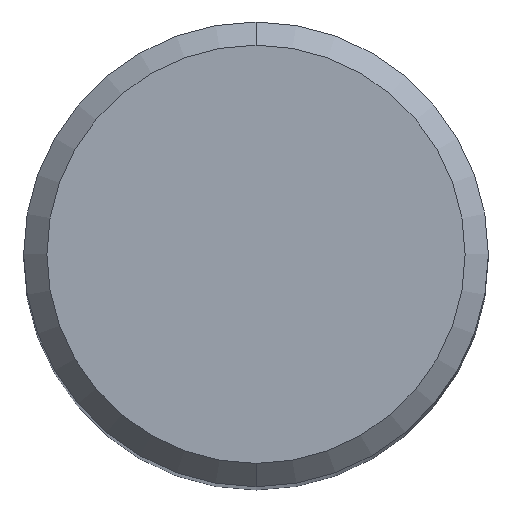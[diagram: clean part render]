
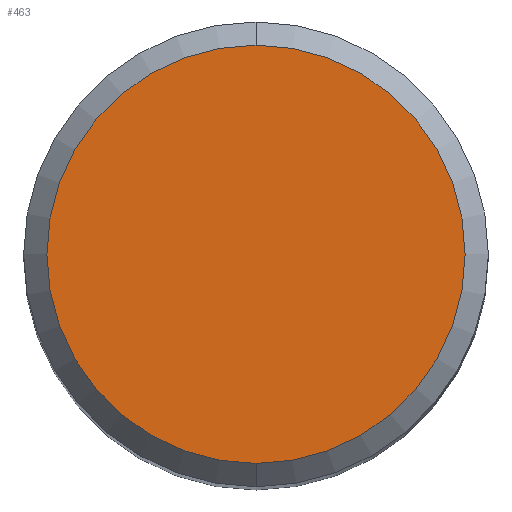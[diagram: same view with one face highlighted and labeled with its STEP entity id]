
A CAD part, top view. The second image highlights one B-rep face of the part: STEP entity #463.
In plain terms, the highlighted planar face has unit normal (0, 0, 1).
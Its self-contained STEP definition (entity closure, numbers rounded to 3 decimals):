
#267=VERTEX_POINT('',#581);
#297=EDGE_CURVE('',#267,#323,#617,.T.);
#323=VERTEX_POINT('',#648);
#409=EDGE_CURVE('',#323,#267,#740,.T.);
#463=ADVANCED_FACE('',(#799),#800,.T.);
#581=CARTESIAN_POINT('',(0.,-5.4,0.0));
#617=CIRCLE('',#1081,5.4);
#648=CARTESIAN_POINT('',(0.0,5.4,0.0));
#740=CIRCLE('',#1354,5.4);
#799=FACE_OUTER_BOUND('',#1506,.T.);
#800=PLANE('',#1507);
#1081=AXIS2_PLACEMENT_3D('',#1659,#1660,#1661);
#1354=AXIS2_PLACEMENT_3D('',#1801,#1802,#1803);
#1506=EDGE_LOOP('',(#1864,#1865));
#1507=AXIS2_PLACEMENT_3D('',#1866,#1867,#1868);
#1659=CARTESIAN_POINT('',(0.0,0.0,0.0));
#1660=DIRECTION('',(0.0,0.0,-1.0));
#1661=DIRECTION('',(0.0,1.0,0.0));
#1801=CARTESIAN_POINT('',(0.0,0.0,0.0));
#1802=DIRECTION('',(0.0,0.0,-1.0));
#1803=DIRECTION('',(0.0,1.0,0.0));
#1864=ORIENTED_EDGE('',*,*,#409,.F.);
#1865=ORIENTED_EDGE('',*,*,#297,.F.);
#1866=CARTESIAN_POINT('',(0.0,2.7,0.0));
#1867=DIRECTION('',(-0.0,0.0,1.0));
#1868=DIRECTION('',(0.0,-1.0,0.0));
